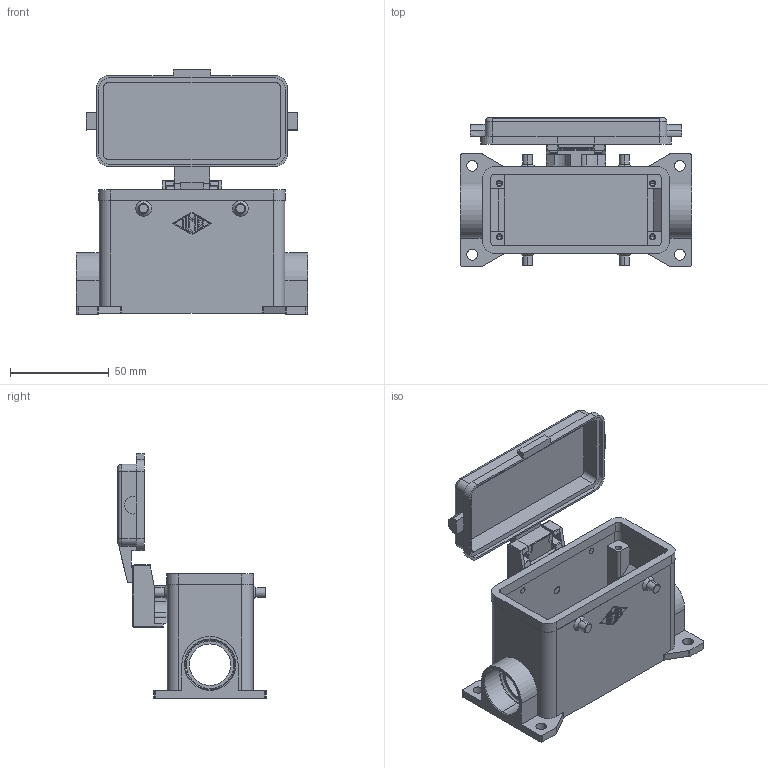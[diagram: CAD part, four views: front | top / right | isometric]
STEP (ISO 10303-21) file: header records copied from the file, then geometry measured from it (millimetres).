
FILE_DESCRIPTION((''),'2;1');
FILE_NAME('MHP 16 CP225.stp','2006-12-21T18:49:59',('CADmaster'),(''),'Autodesk Inventor 7','Autodesk Inventor 7','');
FILE_SCHEMA(('AUTOMOTIVE_DESIGN { 1 0 10303 214 1 1 1 1 }'));
Length unit declared in the file: millimetre
Products named in the file (1): MHP 16 CP225
Bounding box: 117 x 75.25 x 123.75 mm (x, y, z)
Volume: 109580.9 mm3; surface area: 67277.2 mm2
Topology: 1 solids, 2 shells, 469 faces, 1257 edges, 812 vertices
Faces by surface type: plane 195, cylinder 164, bspline 88, torus 12, cone 10
Entity records: 15825 total; most frequent: CARTESIAN_POINT 3935, ORIENTED_EDGE 2514, DIRECTION 2481, EDGE_CURVE 1257, AXIS2_PLACEMENT_3D 846, VERTEX_POINT 812, VECTOR 789, LINE 789
